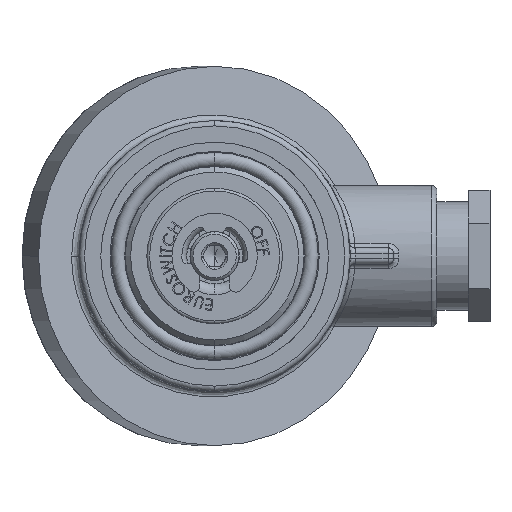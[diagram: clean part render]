
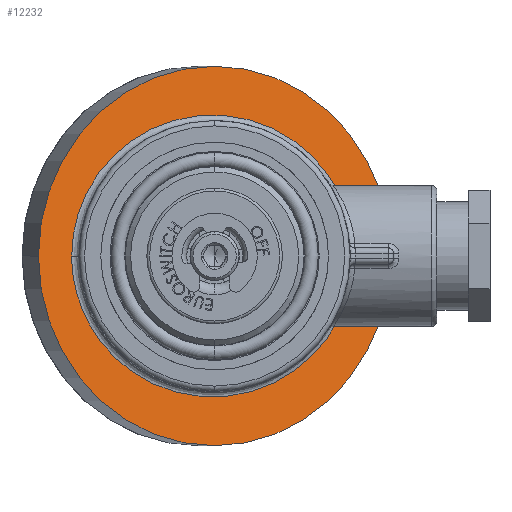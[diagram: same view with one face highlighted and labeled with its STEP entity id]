
A CAD part, front view. The second image highlights one B-rep face of the part: STEP entity #12232.
In plain terms, the highlighted planar face has unit normal (0.371, -0.928, 0).
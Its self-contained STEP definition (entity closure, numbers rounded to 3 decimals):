
#1014 = CARTESIAN_POINT ( 'NONE',  ( 25.629, 76.251, 0. ) ) ;
#1772 = CARTESIAN_POINT ( 'NONE',  ( 25.629, 76.251, 0. ) ) ;
#2434 = CARTESIAN_POINT ( 'NONE',  ( 25.629, 76.251, 52. ) ) ;
#2730 = ORIENTED_EDGE ( 'NONE', *, *, #21557, .F. ) ;
#2824 = CIRCLE ( 'NONE', #41944, 35. ) ;
#3458 = VERTEX_POINT ( 'NONE', #14848 ) ;
#4892 = ORIENTED_EDGE ( 'NONE', *, *, #37329, .T. ) ;
#5697 = CARTESIAN_POINT ( 'NONE',  ( 0., 66., 0. ) ) ;
#5897 = CARTESIAN_POINT ( 'NONE',  ( -26.371, 55.451, 0. ) ) ;
#8398 = PLANE ( 'NONE',  #37452 ) ;
#9883 = EDGE_CURVE ( 'NONE', #28297, #3458, #33300, .T. ) ;
#12011 = EDGE_LOOP ( 'NONE', ( #24447, #4892 ) ) ;
#12232 = ADVANCED_FACE ( 'NONE', ( #34398, #20407 ), #8398, .F. ) ;
#13449 = CARTESIAN_POINT ( 'NONE',  ( -26.371, 55.451, 0. ) ) ;
#14848 = CARTESIAN_POINT ( 'NONE',  ( 32.497, 78.999, 0. ) ) ;
#15466 = DIRECTION ( 'NONE',  ( -0.928, -0.371, 0. ) ) ;
#15779 = DIRECTION ( 'NONE',  ( -0.371, 0.928, 0. ) ) ;
#17377 =( BOUNDED_CURVE ( )  B_SPLINE_CURVE ( 3, ( #13449, #43613, #2434, #1014 ),
 .UNSPECIFIED., .F., .T. ) 
 B_SPLINE_CURVE_WITH_KNOTS ( ( 4, 4 ),
 ( 3.142, 6.283 ),
 .UNSPECIFIED. ) 
 CURVE ( )  GEOMETRIC_REPRESENTATION_ITEM ( )  RATIONAL_B_SPLINE_CURVE ( ( 1., 0.333, 0.333, 1. ) ) 
 REPRESENTATION_ITEM ( '' )  );
#17381 = ORIENTED_EDGE ( 'NONE', *, *, #9883, .F. ) ;
#19141 = CARTESIAN_POINT ( 'NONE',  ( 0., 66., 0. ) ) ;
#20167 = CARTESIAN_POINT ( 'NONE',  ( 0., 66., 0. ) ) ;
#20407 = FACE_OUTER_BOUND ( 'NONE', #43021, .T. ) ;
#20789 = AXIS2_PLACEMENT_3D ( 'NONE', #5697, #38582, #42278 ) ;
#21557 = EDGE_CURVE ( 'NONE', #3458, #28297, #2824, .T. ) ;
#24447 = ORIENTED_EDGE ( 'NONE', *, *, #42819, .T. ) ;
#26631 = VERTEX_POINT ( 'NONE', #34270 ) ;
#28297 = VERTEX_POINT ( 'NONE', #47273 ) ;
#31190 = DIRECTION ( 'NONE',  ( -0.928, -0.371, 0. ) ) ;
#31627 = CARTESIAN_POINT ( 'NONE',  ( 25.629, 76.251, -52. ) ) ;
#32376 =( BOUNDED_CURVE ( )  B_SPLINE_CURVE ( 3, ( #1772, #31627, #39494, #5897 ),
 .UNSPECIFIED., .F., .T. ) 
 B_SPLINE_CURVE_WITH_KNOTS ( ( 4, 4 ),
 ( 0., 3.142 ),
 .UNSPECIFIED. ) 
 CURVE ( )  GEOMETRIC_REPRESENTATION_ITEM ( )  RATIONAL_B_SPLINE_CURVE ( ( 1., 0.333, 0.333, 1. ) ) 
 REPRESENTATION_ITEM ( '' )  );
#33300 = CIRCLE ( 'NONE', #20789, 35. ) ;
#34087 = DIRECTION ( 'NONE',  ( -0.371, 0.928, 0. ) ) ;
#34270 = CARTESIAN_POINT ( 'NONE',  ( -26.371, 55.451, 0. ) ) ;
#34398 = FACE_BOUND ( 'NONE', #12011, .T. ) ;
#37329 = EDGE_CURVE ( 'NONE', #26631, #39620, #17377, .T. ) ;
#37452 = AXIS2_PLACEMENT_3D ( 'NONE', #20167, #15779, #31190 ) ;
#38582 = DIRECTION ( 'NONE',  ( -0.371, 0.928, 0. ) ) ;
#39494 = CARTESIAN_POINT ( 'NONE',  ( -26.371, 55.451, -52. ) ) ;
#39620 = VERTEX_POINT ( 'NONE', #41819 ) ;
#41819 = CARTESIAN_POINT ( 'NONE',  ( 25.629, 76.251, 0. ) ) ;
#41944 = AXIS2_PLACEMENT_3D ( 'NONE', #19141, #34087, #15466 ) ;
#42278 = DIRECTION ( 'NONE',  ( -0.928, -0.371, 0. ) ) ;
#42819 = EDGE_CURVE ( 'NONE', #39620, #26631, #32376, .T. ) ;
#43021 = EDGE_LOOP ( 'NONE', ( #17381, #2730 ) ) ;
#43613 = CARTESIAN_POINT ( 'NONE',  ( -26.371, 55.451, 52. ) ) ;
#47273 = CARTESIAN_POINT ( 'NONE',  ( -32.497, 53.001, 0. ) ) ;
